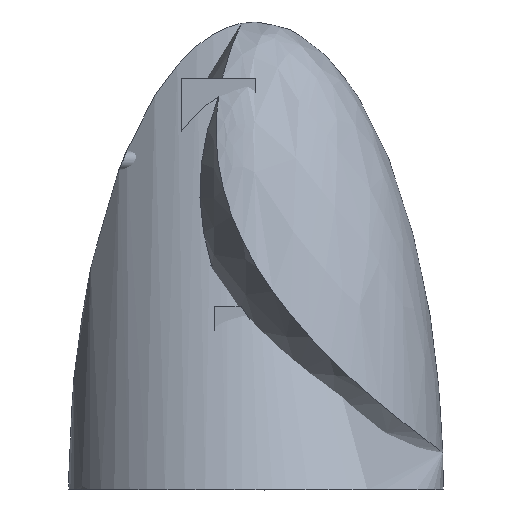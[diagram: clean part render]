
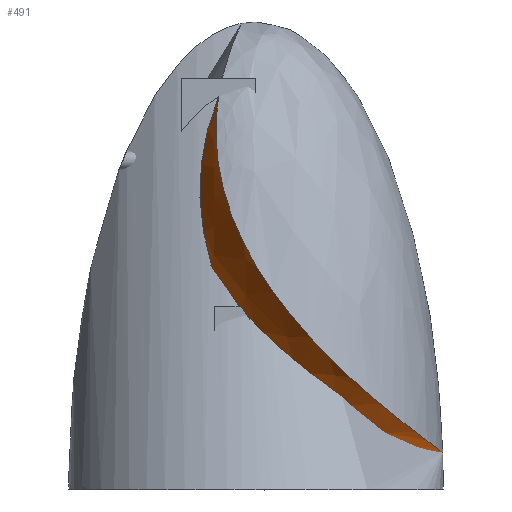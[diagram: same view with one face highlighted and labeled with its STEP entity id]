
A CAD part, left-side view. The second image highlights one B-rep face of the part: STEP entity #491.
In plain terms, the highlighted spherical face has radius 70 mm.
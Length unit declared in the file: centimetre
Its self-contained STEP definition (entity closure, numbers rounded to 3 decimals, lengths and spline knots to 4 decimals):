
#15=SPHERICAL_SURFACE($,#534,7.);
#20=CIRCLE($,#503,5.8129);
#21=CIRCLE($,#505,6.2258);
#22=CIRCLE($,#507,6.9282);
#23=CIRCLE($,#509,6.2761);
#24=CIRCLE($,#511,3.4337);
#27=CIRCLE($,#516,6.5757);
#32=CIRCLE($,#529,6.7082);
#33=CIRCLE($,#531,6.4992);
#48=B_SPLINE_CURVE_WITH_KNOTS($,3,(#1002,#1003,#1004,#1005,#1006,#1007,
#1008,#1009,#1010,#1011,#1012,#1013,#1014,#1015,#1016,#1017,#1018,#1019,
#1020,#1021,#1022,#1023,#1024,#1025,#1026,#1027,#1028,#1029),
 .UNSPECIFIED.,.F.,.F.,(4,2,2,2,2,2,2,2,2,2,2,2,2,4),(-12.5966,
-12.3673,-12.187,-11.9352,-11.5355,
-10.2867,-8.8135,-7.062,-5.3362,
-4.3415,-3.4651,-2.8626,-2.2459,-1.8394),
 .UNSPECIFIED.);
#49=B_SPLINE_CURVE_WITH_KNOTS($,3,(#1030,#1031,#1032,#1033,#1034,#1035,
#1036,#1037,#1038,#1039,#1040,#1041,#1042,#1043,#1044,#1045,#1046,#1047,
#1048,#1049,#1050,#1051,#1052,#1053,#1054,#1055,#1056,#1057),
 .UNSPECIFIED.,.F.,.F.,(4,2,2,2,2,2,2,2,2,2,2,2,2,4),(-23.3038,
-22.8714,-22.2697,-21.6983,-20.9133,
-19.1051,-17.286,-15.7765,-14.4608,
-13.7244,-13.2882,-13.0334,-12.735,
-12.5966),.UNSPECIFIED.);
#62=FACE_BOUND($,#116,.T.);
#63=FACE_BOUND($,#117,.T.);
#116=EDGE_LOOP($,(#417,#418,#419,#420,#421));
#117=EDGE_LOOP($,(#422,#423,#424,#425,#426));
#207=VERTEX_POINT($,#773);
#208=VERTEX_POINT($,#775);
#210=VERTEX_POINT($,#781);
#211=VERTEX_POINT($,#785);
#212=VERTEX_POINT($,#789);
#218=VERTEX_POINT($,#825);
#219=VERTEX_POINT($,#826);
#234=VERTEX_POINT($,#895);
#235=VERTEX_POINT($,#899);
#239=VERTEX_POINT($,#1001);
#261=EDGE_CURVE($,#208,#207,#20,.T.);
#265=EDGE_CURVE($,#207,#210,#21,.T.);
#266=EDGE_CURVE($,#211,#208,#22,.T.);
#268=EDGE_CURVE($,#210,#212,#23,.T.);
#270=EDGE_CURVE($,#212,#211,#24,.T.);
#276=EDGE_CURVE($,#218,#219,#27,.T.);
#297=EDGE_CURVE($,#219,#234,#32,.T.);
#299=EDGE_CURVE($,#234,#235,#33,.T.);
#306=EDGE_CURVE($,#239,#235,#48,.T.);
#307=EDGE_CURVE($,#218,#239,#49,.T.);
#417=ORIENTED_EDGE($,*,*,#270,.T.);
#418=ORIENTED_EDGE($,*,*,#266,.T.);
#419=ORIENTED_EDGE($,*,*,#261,.T.);
#420=ORIENTED_EDGE($,*,*,#265,.T.);
#421=ORIENTED_EDGE($,*,*,#268,.T.);
#422=ORIENTED_EDGE($,*,*,#276,.T.);
#423=ORIENTED_EDGE($,*,*,#297,.T.);
#424=ORIENTED_EDGE($,*,*,#299,.T.);
#425=ORIENTED_EDGE($,*,*,#306,.F.);
#426=ORIENTED_EDGE($,*,*,#307,.F.);
#491=ADVANCED_FACE($,(#62,#63),#15,.F.);
#503=AXIS2_PLACEMENT_3D($,#776,#567,#568);
#505=AXIS2_PLACEMENT_3D($,#783,#574,#575);
#507=AXIS2_PLACEMENT_3D($,#786,#578,#579);
#509=AXIS2_PLACEMENT_3D($,#790,#583,#584);
#511=AXIS2_PLACEMENT_3D($,#793,#588,#589);
#516=AXIS2_PLACEMENT_3D($,#827,#600,#601);
#529=AXIS2_PLACEMENT_3D($,#896,#637,#638);
#531=AXIS2_PLACEMENT_3D($,#900,#642,#643);
#534=AXIS2_PLACEMENT_3D($,#1000,#648,#649);
#567=DIRECTION('center_axis',(0.,1.,0.));
#568=DIRECTION('ref_axis',(-1.,0.,0.));
#574=DIRECTION('center_axis',(1.,0.,0.));
#575=DIRECTION('ref_axis',(0.,1.,0.));
#578=DIRECTION('center_axis',(-1.,0.,0.));
#579=DIRECTION('ref_axis',(0.,-1.,0.));
#583=DIRECTION('center_axis',(0.,0.,
-1.));
#584=DIRECTION('ref_axis',(0.,1.,0.));
#588=DIRECTION('center_axis',(0.,-1.,0.));
#589=DIRECTION('ref_axis',(1.,0.,0.));
#600=DIRECTION('center_axis',(-1.,0.,0.));
#601=DIRECTION('ref_axis',(0.,-1.,0.));
#637=DIRECTION('center_axis',(0.,0.,
1.));
#638=DIRECTION('ref_axis',(0.,-1.,0.));
#642=DIRECTION('center_axis',(1.,0.,0.));
#643=DIRECTION('ref_axis',(0.,1.,0.));
#648=DIRECTION('center_axis',(0.,1.,0.));
#649=DIRECTION('ref_axis',(0.,0.,
1.));
#773=CARTESIAN_POINT('',(-8.1408,3.901,3.7372));
#775=CARTESIAN_POINT('',(-3.9408,3.901,2.8638));
#776=CARTESIAN_POINT('Origin',(-4.9408,3.901,8.59));
#781=CARTESIAN_POINT('',(-8.1408,5.4,5.49));
#783=CARTESIAN_POINT('Origin',(-8.1408,0.001,8.59));
#785=CARTESIAN_POINT('',(-3.9408,6.101,5.3052));
#786=CARTESIAN_POINT('Origin',(-3.9408,0.001,8.59));
#789=CARTESIAN_POINT('',(-6.4173,6.101,5.49));
#790=CARTESIAN_POINT('Origin',(-4.9408,0.001,5.49));
#793=CARTESIAN_POINT('Origin',(-4.9408,6.101,8.59));
#825=CARTESIAN_POINT('',(-2.5408,6.0591,11.1471));
#826=CARTESIAN_POINT('',(-2.5408,6.2651,6.59));
#827=CARTESIAN_POINT('Origin',(-2.5408,0.001,8.59));
#895=CARTESIAN_POINT('',(-7.5408,6.1848,6.59));
#896=CARTESIAN_POINT('Origin',(-4.9408,0.001,6.59));
#899=CARTESIAN_POINT('',(-7.5408,5.9988,11.0932));
#900=CARTESIAN_POINT('Origin',(-7.5408,0.001,8.59));
#1000=CARTESIAN_POINT('Origin',(-4.9408,0.001,
8.59));
#1001=CARTESIAN_POINT('',(-5.0101,0.0141,1.5904));
#1002=CARTESIAN_POINT('Ctrl Pts',(-5.0101,0.0141,
1.5904));
#1003=CARTESIAN_POINT('Ctrl Pts',(-5.1148,0.0141,
1.5914));
#1004=CARTESIAN_POINT('Ctrl Pts',(-5.2193,0.0175,
1.5948));
#1005=CARTESIAN_POINT('Ctrl Pts',(-5.4056,0.0295,
1.605));
#1006=CARTESIAN_POINT('Ctrl Pts',(-5.4872,0.0369,
1.611));
#1007=CARTESIAN_POINT('Ctrl Pts',(-5.682,0.0594,
1.6287));
#1008=CARTESIAN_POINT('Ctrl Pts',(-5.7946,0.0764,
1.6418));
#1009=CARTESIAN_POINT('Ctrl Pts',(-6.0832,0.1304,1.6827));
#1010=CARTESIAN_POINT('Ctrl Pts',(-6.2569,0.1732,1.7146));
#1011=CARTESIAN_POINT('Ctrl Pts',(-6.957,0.3866,1.8738));
#1012=CARTESIAN_POINT('Ctrl Pts',(-7.438,0.6331,2.0565));
#1013=CARTESIAN_POINT('Ctrl Pts',(-8.3426,1.2994,2.5742));
#1014=CARTESIAN_POINT('Ctrl Pts',(-8.727,1.7315,2.9226));
#1015=CARTESIAN_POINT('Ctrl Pts',(-9.3359,2.7313,3.8084));
#1016=CARTESIAN_POINT('Ctrl Pts',(-9.509,3.2949,4.3568));
#1017=CARTESIAN_POINT('Ctrl Pts',(-9.5957,4.3306,5.5559));
#1018=CARTESIAN_POINT('Ctrl Pts',(-9.5128,4.7945,6.1943));
#1019=CARTESIAN_POINT('Ctrl Pts',(-9.2441,5.378,7.2575));
#1020=CARTESIAN_POINT('Ctrl Pts',(-9.1175,5.5586,7.6555));
#1021=CARTESIAN_POINT('Ctrl Pts',(-8.8397,5.8258,8.4171));
#1022=CARTESIAN_POINT('Ctrl Pts',(-8.694,5.9202,8.7774));
#1023=CARTESIAN_POINT('Ctrl Pts',(-8.4271,6.0247,9.3875));
#1024=CARTESIAN_POINT('Ctrl Pts',(-8.3129,6.0516,9.6356));
#1025=CARTESIAN_POINT('Ctrl Pts',(-8.0708,6.0753,10.1343));
#1026=CARTESIAN_POINT('Ctrl Pts',(-7.943,6.0711,10.384));
#1027=CARTESIAN_POINT('Ctrl Pts',(-7.72,6.0399,10.7902));
#1028=CARTESIAN_POINT('Ctrl Pts',(-7.6309,6.0216,10.9451));
#1029=CARTESIAN_POINT('Ctrl Pts',(-7.5408,5.9988,11.0932));
#1030=CARTESIAN_POINT('Ctrl Pts',(-2.5408,6.0591,11.1471));
#1031=CARTESIAN_POINT('Ctrl Pts',(-2.4418,6.0882,10.9854));
#1032=CARTESIAN_POINT('Ctrl Pts',(-2.3441,6.112,10.8156));
#1033=CARTESIAN_POINT('Ctrl Pts',(-2.1119,6.1517,10.3915));
#1034=CARTESIAN_POINT('Ctrl Pts',(-1.9832,6.1597,10.14));
#1035=CARTESIAN_POINT('Ctrl Pts',(-1.7424,6.1433,9.6454));
#1036=CARTESIAN_POINT('Ctrl Pts',(-1.6301,6.1206,9.4033));
#1037=CARTESIAN_POINT('Ctrl Pts',(-1.3751,6.0312,8.8281));
#1038=CARTESIAN_POINT('Ctrl Pts',(-1.2374,5.9517,8.4964));
#1039=CARTESIAN_POINT('Ctrl Pts',(-0.8231,5.602,7.4116));
#1040=CARTESIAN_POINT('Ctrl Pts',(-0.6028,5.222,6.6842));
#1041=CARTESIAN_POINT('Ctrl Pts',(-0.3923,4.2708,5.3042));
#1042=CARTESIAN_POINT('Ctrl Pts',(-0.4065,3.7077,4.6643));
#1043=CARTESIAN_POINT('Ctrl Pts',(-0.7311,2.6331,3.606));
#1044=CARTESIAN_POINT('Ctrl Pts',(-0.9884,2.1383,3.1775));
#1045=CARTESIAN_POINT('Ctrl Pts',(-1.6983,1.2875,2.4909));
#1046=CARTESIAN_POINT('Ctrl Pts',(-2.115,0.9306,2.2248));
#1047=CARTESIAN_POINT('Ctrl Pts',(-2.8862,0.4895,1.9076));
#1048=CARTESIAN_POINT('Ctrl Pts',(-3.1838,0.3566,1.815));
#1049=CARTESIAN_POINT('Ctrl Pts',(-3.6842,0.1932,1.7035));
#1050=CARTESIAN_POINT('Ctrl Pts',(-3.8751,0.1434,1.6702));
#1051=CARTESIAN_POINT('Ctrl Pts',(-4.1834,0.0829,
1.6306));
#1052=CARTESIAN_POINT('Ctrl Pts',(-4.298,0.0646,
1.6189));
#1053=CARTESIAN_POINT('Ctrl Pts',(-4.5485,0.0339,
1.5998));
#1054=CARTESIAN_POINT('Ctrl Pts',(-4.6845,0.0229,
1.5934));
#1055=CARTESIAN_POINT('Ctrl Pts',(-4.8838,0.0152,
1.59));
#1056=CARTESIAN_POINT('Ctrl Pts',(-4.947,0.014,
1.5898));
#1057=CARTESIAN_POINT('Ctrl Pts',(-5.0101,0.0141,
1.5904));
